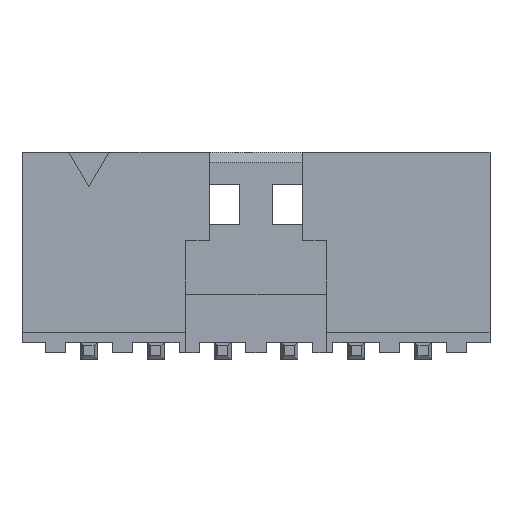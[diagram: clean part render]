
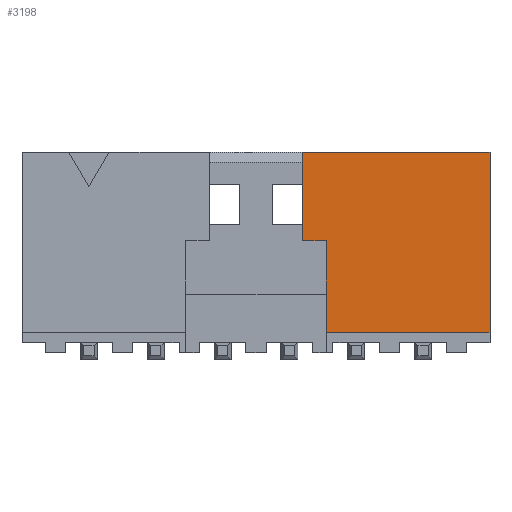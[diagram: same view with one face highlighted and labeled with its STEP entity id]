
A CAD part, top view. The second image highlights one B-rep face of the part: STEP entity #3198.
In plain terms, the highlighted planar face has unit normal (0, 0, 1).
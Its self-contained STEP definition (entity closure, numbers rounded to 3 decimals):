
#78 = CARTESIAN_POINT ( 'NONE',  ( 7., 6.2, 3.05 ) ) ;
#179 = ORIENTED_EDGE ( 'NONE', *, *, #1182, .F. ) ;
#287 = PLANE ( 'NONE',  #1994 ) ;
#486 = CARTESIAN_POINT ( 'NONE',  ( 7., 27.671, 3.05 ) ) ;
#506 = EDGE_CURVE ( 'NONE', #2372, #2889, #2387, .T. ) ;
#511 = CARTESIAN_POINT ( 'NONE',  ( 1.4, 6.2, 3.05 ) ) ;
#618 = VECTOR ( 'NONE', #2252, 1000. ) ;
#702 = LINE ( 'NONE', #4286, #4449 ) ;
#709 = EDGE_CURVE ( 'NONE', #1810, #3965, #3587, .T. ) ;
#1182 = EDGE_CURVE ( 'NONE', #3965, #2372, #3296, .T. ) ;
#1266 = VECTOR ( 'NONE', #3646, 1000. ) ;
#1287 = FACE_OUTER_BOUND ( 'NONE', #1580, .T. ) ;
#1363 = CARTESIAN_POINT ( 'NONE',  ( 2.1, 0.81, 3.05 ) ) ;
#1434 = DIRECTION ( 'NONE',  ( -1., 0., 0. ) ) ;
#1506 = ORIENTED_EDGE ( 'NONE', *, *, #709, .F. ) ;
#1580 = EDGE_LOOP ( 'NONE', ( #2662, #2181, #1958, #179, #1506, #3345 ) ) ;
#1743 = CARTESIAN_POINT ( 'NONE',  ( 2.1, 3.55, 3.05 ) ) ;
#1808 = CARTESIAN_POINT ( 'NONE',  ( 2.1, 3.55, 3.05 ) ) ;
#1810 = VERTEX_POINT ( 'NONE', #3969 ) ;
#1861 = LINE ( 'NONE', #2829, #2193 ) ;
#1958 = ORIENTED_EDGE ( 'NONE', *, *, #506, .F. ) ;
#1965 = CARTESIAN_POINT ( 'NONE',  ( 2.1, 0., 3.05 ) ) ;
#1994 = AXIS2_PLACEMENT_3D ( 'NONE', #2693, #3748, #2019 ) ;
#1996 = EDGE_CURVE ( 'NONE', #2283, #1810, #2972, .T. ) ;
#2019 = DIRECTION ( 'NONE',  ( -1., 0., 0. ) ) ;
#2181 = ORIENTED_EDGE ( 'NONE', *, *, #2324, .F. ) ;
#2193 = VECTOR ( 'NONE', #2485, 1000. ) ;
#2252 = DIRECTION ( 'NONE',  ( 0., 1., 0. ) ) ;
#2283 = VERTEX_POINT ( 'NONE', #78 ) ;
#2324 = EDGE_CURVE ( 'NONE', #2889, #3393, #1861, .T. ) ;
#2372 = VERTEX_POINT ( 'NONE', #1808 ) ;
#2378 = EDGE_CURVE ( 'NONE', #3393, #2283, #702, .T. ) ;
#2387 = LINE ( 'NONE', #1743, #2475 ) ;
#2475 = VECTOR ( 'NONE', #3130, 1000. ) ;
#2485 = DIRECTION ( 'NONE',  ( 0., 1., 0. ) ) ;
#2662 = ORIENTED_EDGE ( 'NONE', *, *, #2378, .F. ) ;
#2693 = CARTESIAN_POINT ( 'NONE',  ( 7., 27.671, 3.05 ) ) ;
#2829 = CARTESIAN_POINT ( 'NONE',  ( 1.4, 3.55, 3.05 ) ) ;
#2869 = CARTESIAN_POINT ( 'NONE',  ( 7., 0.81, 3.05 ) ) ;
#2889 = VERTEX_POINT ( 'NONE', #3523 ) ;
#2972 = LINE ( 'NONE', #486, #1266 ) ;
#3130 = DIRECTION ( 'NONE',  ( -1., 0., 0. ) ) ;
#3198 = ADVANCED_FACE ( 'NONE', ( #1287 ), #287, .F. ) ;
#3205 = VECTOR ( 'NONE', #1434, 1000. ) ;
#3259 = DIRECTION ( 'NONE',  ( 1., 0., 0. ) ) ;
#3296 = LINE ( 'NONE', #1965, #618 ) ;
#3345 = ORIENTED_EDGE ( 'NONE', *, *, #1996, .F. ) ;
#3393 = VERTEX_POINT ( 'NONE', #511 ) ;
#3523 = CARTESIAN_POINT ( 'NONE',  ( 1.4, 3.55, 3.05 ) ) ;
#3587 = LINE ( 'NONE', #2869, #3205 ) ;
#3646 = DIRECTION ( 'NONE',  ( 0., -1., 0. ) ) ;
#3748 = DIRECTION ( 'NONE',  ( 0., 0., -1. ) ) ;
#3965 = VERTEX_POINT ( 'NONE', #1363 ) ;
#3969 = CARTESIAN_POINT ( 'NONE',  ( 7., 0.81, 3.05 ) ) ;
#4286 = CARTESIAN_POINT ( 'NONE',  ( 7., 6.2, 3.05 ) ) ;
#4449 = VECTOR ( 'NONE', #3259, 1000. ) ;
